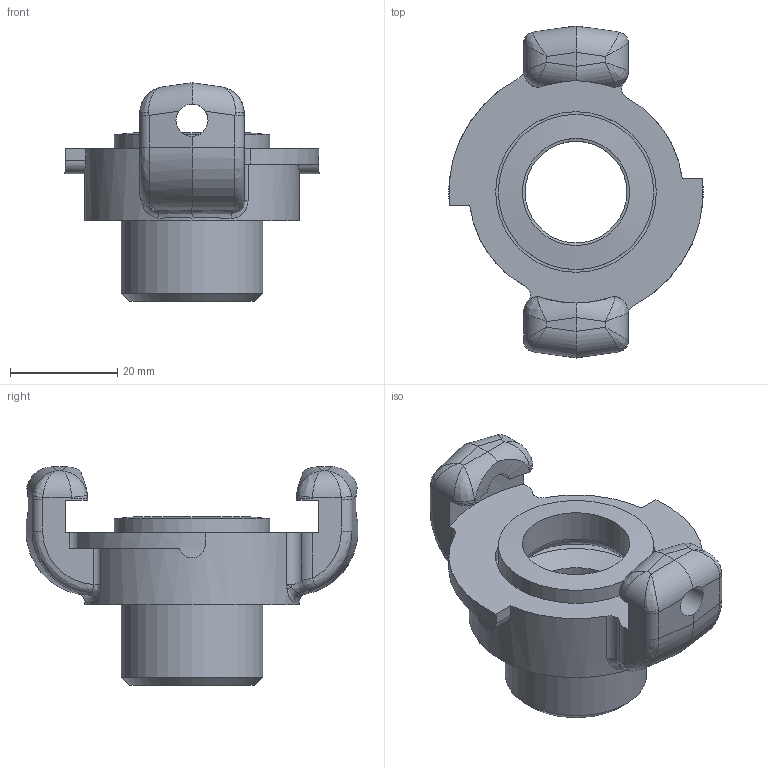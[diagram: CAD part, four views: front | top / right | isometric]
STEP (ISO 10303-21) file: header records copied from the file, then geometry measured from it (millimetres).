
FILE_DESCRIPTION(/* description */ (''),/* implementation_level */ '2;1');
FILE_NAME(/* name */ 'ack_34_a.stp',/* time_stamp */ '2020-04-08T13:34:30+02:00',/* author */ ('schnellinger'),/* organization */ (''),/* preprocessor_version */ 'ST-DEVELOPER v17',/* originating_system */ 'Autodesk Inventor 2018',/* authorisation */ '0 mm^3');
FILE_SCHEMA (('AUTOMOTIVE_DESIGN { 1 0 10303 214 3 1 1 }'));
Length unit declared in the file: millimetre
Products named in the file (1): LUE_00025604_Shrinkwrap_1
Bounding box: 47.5 x 62 x 40.78 mm (x, y, z)
Volume: 23379 mm3; surface area: 13099.5 mm2
Topology: 2 solids, 2 shells, 125 faces, 334 edges, 202 vertices
Faces by surface type: cylinder 51, bspline 34, plane 32, cone 5, torus 3
Full cylindrical faces by diameter (mm): 6 x2, 19 x1, 20 x1, 26.441 x1, 29 x1, 30 x1, 34.5 x1, 35 x1, 40 x1
Entity records: 5130 total; most frequent: CARTESIAN_POINT 1948, ORIENTED_EDGE 648, DIRECTION 618, EDGE_CURVE 324, AXIS2_PLACEMENT_3D 251, VERTEX_POINT 202, EDGE_LOOP 132, STYLED_ITEM 127
